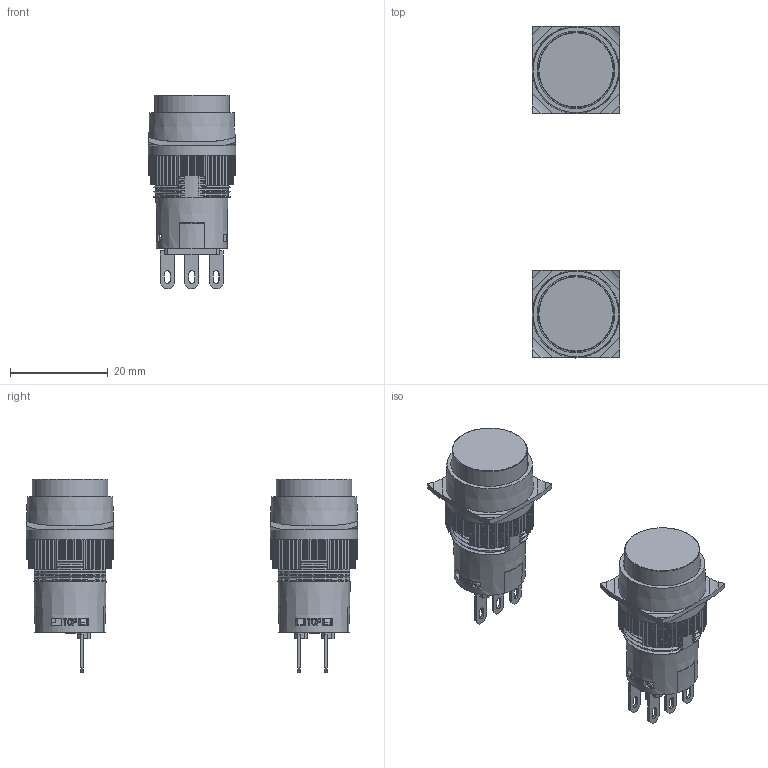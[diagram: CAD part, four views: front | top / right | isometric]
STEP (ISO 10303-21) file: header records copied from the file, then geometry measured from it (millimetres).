
FILE_DESCRIPTION(/* description */ (''),/* implementation_level */ '2;1');
FILE_NAME(/* name */ 'LA16平钮.stp',/* time_stamp */ '2020-07-02T08:00:42+08:00',/* author */ (''),/* organization */ (''),/* preprocessor_version */ 'ST-DEVELOPER v16',/* originating_system */ 'SIEMENS PLM Software NX 10.0',/* authorisation */ '');
FILE_SCHEMA (('CONFIG_CONTROL_DESIGN'));
Length unit declared in the file: millimetre
Products named in the file (1): LA16平钮
Bounding box: 18 x 68 x 39.63 mm (x, y, z)
Volume: 7269.7 mm3; surface area: 19294.7 mm2
Topology: 50 solids, 50 shells, 3480 faces, 9610 edges, 6299 vertices
Faces by surface type: plane 2555, cylinder 664, cone 122, extrusion 88, bspline 33, torus 18
Full cylindrical faces by diameter (mm): 0.6 x3, 0.999 x2, 1 x15, 1.06 x3, 1.5 x9, 7.843 x2, 10.1 x2, 11.2 x2, 12.2 x2, 12.353 x2, 13.333 x2, 13.6 x4, 13.802 x2, 14.8 x2, 15.4 x2, 15.9 x2, 16.2 x2, 18 x2
Entity records: 123085 total; most frequent: CARTESIAN_POINT 34405, ORIENTED_EDGE 18926, DIRECTION 17578, EDGE_CURVE 9463, VECTOR 6970, LINE 6882, VERTEX_POINT 6273, AXIS2_PLACEMENT_3D 5304
